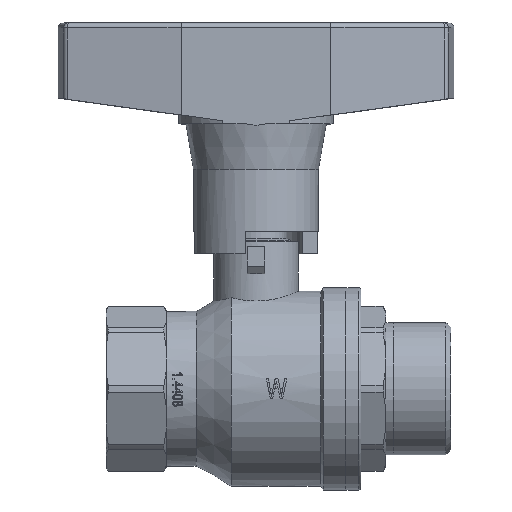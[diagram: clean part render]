
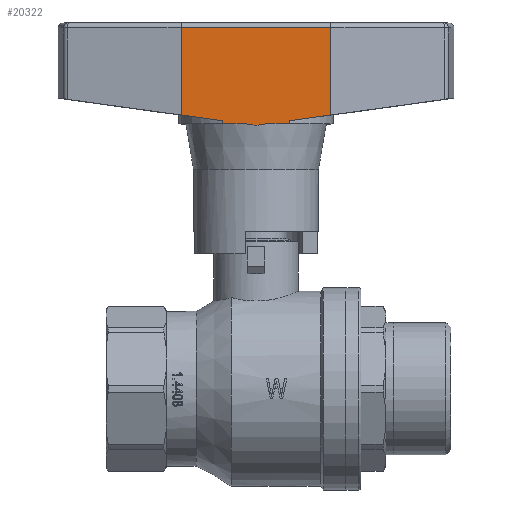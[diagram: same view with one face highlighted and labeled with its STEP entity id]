
A CAD part, top view. The second image highlights one B-rep face of the part: STEP entity #20322.
In plain terms, the highlighted face is planar.
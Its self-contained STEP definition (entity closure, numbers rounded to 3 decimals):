
#1962=PLANE('',#28609);
#2074=B_SPLINE_CURVE_WITH_KNOTS('',3,(#41380,#41381,#41382,#41383,#41384,
#41385,#41386,#41387,#41388,#41389,#41390,#41391,#41392,#41393,#41394,#41395,
#41396,#41397,#41398,#41399,#41400,#41401,#41402,#41403,#41404,#41405,#41406,
#41407,#41408,#41409,#41410,#41411,#41412,#41413,#41414,#41415,#41416,#41417,
#41418,#41419),.UNSPECIFIED.,.F.,.F.,(4,3,3,3,3,3,3,3,3,3,3,3,3,4),(0.,
0.168,0.335,0.419,0.502,
0.586,0.67,0.754,0.838,
0.922,1.006,1.09,1.174,1.342),
 .PIECEWISE_BEZIER_KNOTS.);
#8143=ORIENTED_EDGE('',*,*,#11278,.T.);
#8144=ORIENTED_EDGE('',*,*,#11287,.F.);
#8145=ORIENTED_EDGE('',*,*,#11315,.F.);
#8146=ORIENTED_EDGE('',*,*,#11316,.F.);
#8147=ORIENTED_EDGE('',*,*,#11317,.T.);
#8148=ORIENTED_EDGE('',*,*,#11318,.T.);
#8149=ORIENTED_EDGE('',*,*,#11319,.F.);
#8150=ORIENTED_EDGE('',*,*,#11305,.T.);
#8151=ORIENTED_EDGE('',*,*,#11277,.T.);
#8152=ORIENTED_EDGE('',*,*,#11320,.F.);
#8153=ORIENTED_EDGE('',*,*,#11265,.T.);
#8154=ORIENTED_EDGE('',*,*,#11321,.F.);
#11265=EDGE_CURVE('',#13338,#13337,#2074,.T.);
#11277=EDGE_CURVE('',#13343,#13346,#14905,.T.);
#11278=EDGE_CURVE('',#13347,#13348,#14906,.T.);
#11287=EDGE_CURVE('',#13353,#13348,#14912,.T.);
#11305=EDGE_CURVE('',#13368,#13343,#14921,.T.);
#11315=EDGE_CURVE('',#13374,#13353,#14929,.T.);
#11316=EDGE_CURVE('',#13375,#13374,#14930,.T.);
#11317=EDGE_CURVE('',#13375,#13376,#14931,.T.);
#11318=EDGE_CURVE('',#13376,#13377,#14932,.T.);
#11319=EDGE_CURVE('',#13368,#13377,#14933,.T.);
#11320=EDGE_CURVE('',#13338,#13346,#14934,.T.);
#11321=EDGE_CURVE('',#13347,#13337,#14935,.T.);
#13337=VERTEX_POINT('',#41379);
#13338=VERTEX_POINT('',#41420);
#13343=VERTEX_POINT('',#41436);
#13346=VERTEX_POINT('',#41442);
#13347=VERTEX_POINT('',#41446);
#13348=VERTEX_POINT('',#41447);
#13353=VERTEX_POINT('',#41461);
#13368=VERTEX_POINT('',#41502);
#13374=VERTEX_POINT('',#41521);
#13375=VERTEX_POINT('',#41523);
#13376=VERTEX_POINT('',#41525);
#13377=VERTEX_POINT('',#41527);
#14905=LINE('',#41443,#16477);
#14906=LINE('',#41445,#16478);
#14912=LINE('',#41462,#16484);
#14921=LINE('',#41501,#16493);
#14929=LINE('',#41520,#16501);
#14930=LINE('',#41522,#16502);
#14931=LINE('',#41524,#16503);
#14932=LINE('',#41526,#16504);
#14933=LINE('',#41528,#16505);
#14934=LINE('',#41529,#16506);
#14935=LINE('',#41530,#16507);
#16477=VECTOR('',#34864,1000.);
#16478=VECTOR('',#34867,1000.);
#16484=VECTOR('',#34881,1000.);
#16493=VECTOR('',#34922,1000.);
#16501=VECTOR('',#34940,1000.);
#16502=VECTOR('',#34941,1000.);
#16503=VECTOR('',#34942,1000.);
#16504=VECTOR('',#34943,1000.);
#16505=VECTOR('',#34944,1000.);
#16506=VECTOR('',#34945,1000.);
#16507=VECTOR('',#34946,1000.);
#17785=EDGE_LOOP('',(#8143,#8144,#8145,#8146,#8147,#8148,#8149,#8150,#8151,
#8152,#8153,#8154));
#19064=FACE_BOUND('',#17785,.T.);
#20322=ADVANCED_FACE('',(#19064),#1962,.F.);
#28609=AXIS2_PLACEMENT_3D('',#41519,#34938,#34939);
#34864=DIRECTION('',(-1.,0.,0.));
#34867=DIRECTION('',(-1.,0.,0.));
#34881=DIRECTION('',(0.,0.,-1.));
#34922=DIRECTION('',(0.,0.,-1.));
#34938=DIRECTION('',(0.,-1.,0.));
#34939=DIRECTION('',(0.,0.,-1.));
#34940=DIRECTION('',(0.991,0.,-0.137));
#34941=DIRECTION('',(0.,0.,-1.));
#34942=DIRECTION('',(1.,0.,0.));
#34943=DIRECTION('',(0.,0.,-1.));
#34944=DIRECTION('',(0.991,0.,0.137));
#34945=DIRECTION('',(0.991,0.,0.137));
#34946=DIRECTION('',(0.991,0.,-0.137));
#41379=CARTESIAN_POINT('',(-0.663,14.,27.592));
#41380=CARTESIAN_POINT('',(0.663,14.,27.592));
#41381=CARTESIAN_POINT('',(0.609,14.,27.577));
#41382=CARTESIAN_POINT('',(0.554,14.,27.564));
#41383=CARTESIAN_POINT('',(0.5,14.,27.552));
#41384=CARTESIAN_POINT('',(0.445,14.,27.541));
#41385=CARTESIAN_POINT('',(0.39,14.,27.531));
#41386=CARTESIAN_POINT('',(0.335,14.,27.523));
#41387=CARTESIAN_POINT('',(0.307,14.,27.52));
#41388=CARTESIAN_POINT('',(0.279,14.,27.516));
#41389=CARTESIAN_POINT('',(0.252,14.,27.513));
#41390=CARTESIAN_POINT('',(0.224,14.,27.51));
#41391=CARTESIAN_POINT('',(0.196,14.,27.508));
#41392=CARTESIAN_POINT('',(0.169,14.,27.506));
#41393=CARTESIAN_POINT('',(0.141,14.,27.504));
#41394=CARTESIAN_POINT('',(0.113,14.,27.503));
#41395=CARTESIAN_POINT('',(0.085,14.,27.502));
#41396=CARTESIAN_POINT('',(0.057,14.,27.501));
#41397=CARTESIAN_POINT('',(0.029,14.,27.5));
#41398=CARTESIAN_POINT('',(0.001,14.,27.5));
#41399=CARTESIAN_POINT('',(-0.027,14.,27.5));
#41400=CARTESIAN_POINT('',(-0.055,14.,27.5));
#41401=CARTESIAN_POINT('',(-0.083,14.,27.501));
#41402=CARTESIAN_POINT('',(-0.111,14.,27.502));
#41403=CARTESIAN_POINT('',(-0.139,14.,27.504));
#41404=CARTESIAN_POINT('',(-0.167,14.,27.506));
#41405=CARTESIAN_POINT('',(-0.195,14.,27.508));
#41406=CARTESIAN_POINT('',(-0.223,14.,27.51));
#41407=CARTESIAN_POINT('',(-0.25,14.,27.513));
#41408=CARTESIAN_POINT('',(-0.278,14.,27.516));
#41409=CARTESIAN_POINT('',(-0.306,14.,27.519));
#41410=CARTESIAN_POINT('',(-0.334,14.,27.523));
#41411=CARTESIAN_POINT('',(-0.362,14.,27.527));
#41412=CARTESIAN_POINT('',(-0.39,14.,27.532));
#41413=CARTESIAN_POINT('',(-0.417,14.,27.536));
#41414=CARTESIAN_POINT('',(-0.445,14.,27.541));
#41415=CARTESIAN_POINT('',(-0.472,14.,27.546));
#41416=CARTESIAN_POINT('',(-0.5,14.,27.552));
#41417=CARTESIAN_POINT('',(-0.555,14.,27.564));
#41418=CARTESIAN_POINT('',(-0.609,14.,27.577));
#41419=CARTESIAN_POINT('',(-0.663,14.,27.592));
#41420=CARTESIAN_POINT('',(0.663,14.,27.592));
#41436=CARTESIAN_POINT('',(6.652,14.,27.8));
#41442=CARTESIAN_POINT('',(2.168,14.,27.8));
#41443=CARTESIAN_POINT('',(0.,14.,27.8));
#41445=CARTESIAN_POINT('',(0.,14.,27.8));
#41446=CARTESIAN_POINT('',(-2.168,14.,27.8));
#41447=CARTESIAN_POINT('',(-6.652,14.,27.8));
#41461=CARTESIAN_POINT('',(-6.652,14.,28.42));
#41462=CARTESIAN_POINT('',(-6.652,14.,35.4));
#41501=CARTESIAN_POINT('',(6.652,14.,35.4));
#41502=CARTESIAN_POINT('',(6.652,14.,28.42));
#41519=CARTESIAN_POINT('',(-20.,14.,46.));
#41520=CARTESIAN_POINT('',(4.164,14.,26.924));
#41521=CARTESIAN_POINT('',(-15.,14.,29.575));
#41522=CARTESIAN_POINT('',(-15.,14.,48.));
#41523=CARTESIAN_POINT('',(-15.,14.,47.));
#41524=CARTESIAN_POINT('',(4.164,14.,47.));
#41525=CARTESIAN_POINT('',(15.,14.,47.));
#41526=CARTESIAN_POINT('',(15.,14.,48.));
#41527=CARTESIAN_POINT('',(15.,14.,29.575));
#41528=CARTESIAN_POINT('',(4.164,14.,28.076));
#41529=CARTESIAN_POINT('',(4.164,14.,28.076));
#41530=CARTESIAN_POINT('',(4.164,14.,26.924));
